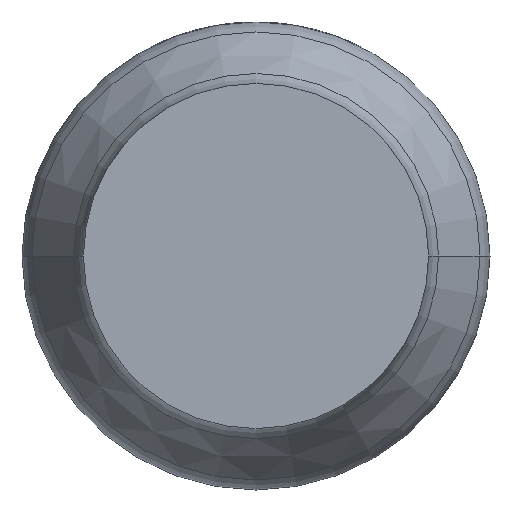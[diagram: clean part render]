
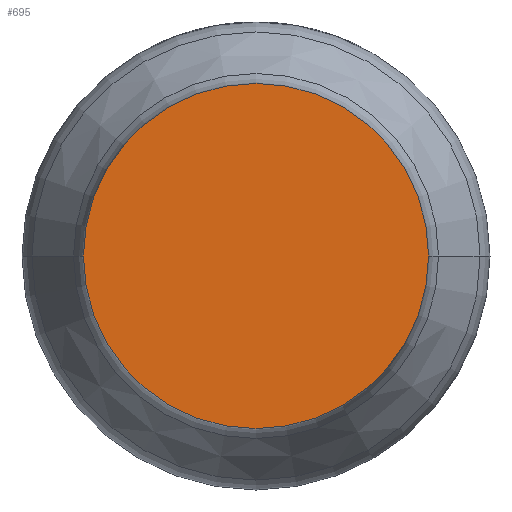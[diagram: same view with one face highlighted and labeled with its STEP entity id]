
A CAD part, left-side view. The second image highlights one B-rep face of the part: STEP entity #695.
In plain terms, the highlighted planar face has unit normal (-1, 0, 0).
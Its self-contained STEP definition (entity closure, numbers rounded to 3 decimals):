
#695=ADVANCED_FACE('',(#1910),#1911,.F.);
#1910=FACE_OUTER_BOUND('',#6721,.T.);
#1911=PLANE('',#6722);
#6721=EDGE_LOOP('',(#11104,#11105));
#6722=AXIS2_PLACEMENT_3D('',#11106,#11107,#11108);
#11104=ORIENTED_EDGE('',*,*,#13105,.F.);
#11105=ORIENTED_EDGE('',*,*,#13106,.F.);
#11106=CARTESIAN_POINT('',(28.0,-7.0,11.39));
#11107=DIRECTION('',(1.0,0.0,0.0));
#11108=DIRECTION('',(0.0,1.0,-0.0));
#13105=EDGE_CURVE('',#15576,#15574,#15578,.T.);
#13106=EDGE_CURVE('',#15574,#15576,#15579,.T.);
#15574=VERTEX_POINT('',#21177);
#15576=VERTEX_POINT('',#21180);
#15578=CIRCLE('',#21183,7.0);
#15579=CIRCLE('',#21184,7.0);
#21177=CARTESIAN_POINT('',(28.0,7.0,0.0));
#21180=CARTESIAN_POINT('',(28.0,-7.0,0.0));
#21183=AXIS2_PLACEMENT_3D('',#23639,#23640,#23641);
#21184=AXIS2_PLACEMENT_3D('',#23642,#23643,#23644);
#23639=CARTESIAN_POINT('',(28.0,0.0,0.0));
#23640=DIRECTION('',(1.0,0.0,0.0));
#23641=DIRECTION('',(0.0,-1.0,0.0));
#23642=CARTESIAN_POINT('',(28.0,0.0,0.0));
#23643=DIRECTION('',(1.0,0.0,0.0));
#23644=DIRECTION('',(0.0,1.0,0.0));
